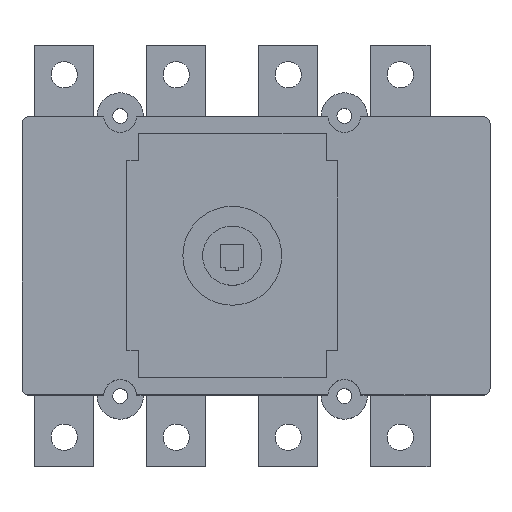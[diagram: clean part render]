
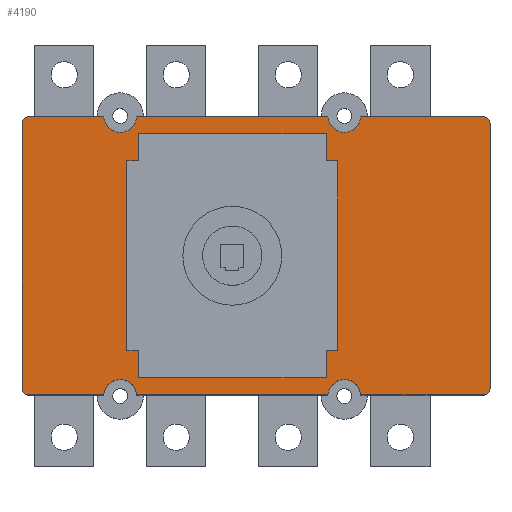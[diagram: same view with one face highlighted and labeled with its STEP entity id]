
A CAD part, top view. The second image highlights one B-rep face of the part: STEP entity #4190.
In plain terms, the highlighted planar face has unit normal (0, 0, 1).
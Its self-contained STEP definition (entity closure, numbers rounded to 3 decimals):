
#3596=CARTESIAN_POINT('',(92.3,28.8,38.5));
#3597=VERTEX_POINT('',#3596);
#3604=CARTESIAN_POINT('',(92.3,37.,38.5));
#3605=VERTEX_POINT('',#3604);
#3606=CARTESIAN_POINT('',(92.3,37.,38.5));
#3607=DIRECTION('',(0.0,-1.0,0.0));
#3608=VECTOR('',#3607,8.2);
#3609=LINE('',#3606,#3608);
#3610=EDGE_CURVE('',#3605,#3597,#3609,.T.);
#3634=CARTESIAN_POINT('',(95.8,28.8,38.5));
#3635=VERTEX_POINT('',#3634);
#3642=CARTESIAN_POINT('',(92.3,28.8,38.5));
#3643=DIRECTION('',(1.0,0.0,0.0));
#3644=VECTOR('',#3643,3.5);
#3645=LINE('',#3642,#3644);
#3646=EDGE_CURVE('',#3597,#3635,#3645,.T.);
#3665=CARTESIAN_POINT('',(95.8,-28.8,38.5));
#3666=VERTEX_POINT('',#3665);
#3673=CARTESIAN_POINT('',(95.8,28.8,38.5));
#3674=DIRECTION('',(0.0,-1.0,0.0));
#3675=VECTOR('',#3674,57.6);
#3676=LINE('',#3673,#3675);
#3677=EDGE_CURVE('',#3635,#3666,#3676,.T.);
#3696=CARTESIAN_POINT('',(92.3,-28.8,38.5));
#3697=VERTEX_POINT('',#3696);
#3704=CARTESIAN_POINT('',(95.8,-28.8,38.5));
#3705=DIRECTION('',(-1.0,0.0,0.0));
#3706=VECTOR('',#3705,3.5);
#3707=LINE('',#3704,#3706);
#3708=EDGE_CURVE('',#3666,#3697,#3707,.T.);
#3727=CARTESIAN_POINT('',(92.3,-37.,38.5));
#3728=VERTEX_POINT('',#3727);
#3735=CARTESIAN_POINT('',(92.3,-28.8,38.5));
#3736=DIRECTION('',(0.0,-1.0,0.0));
#3737=VECTOR('',#3736,8.2);
#3738=LINE('',#3735,#3737);
#3739=EDGE_CURVE('',#3697,#3728,#3738,.T.);
#3758=CARTESIAN_POINT('',(35.3,-37.,38.5));
#3759=VERTEX_POINT('',#3758);
#3766=CARTESIAN_POINT('',(92.3,-37.,38.5));
#3767=DIRECTION('',(-1.0,0.0,0.0));
#3768=VECTOR('',#3767,57.);
#3769=LINE('',#3766,#3768);
#3770=EDGE_CURVE('',#3728,#3759,#3769,.T.);
#3789=CARTESIAN_POINT('',(35.3,-28.8,38.5));
#3790=VERTEX_POINT('',#3789);
#3797=CARTESIAN_POINT('',(35.3,-37.,38.5));
#3798=DIRECTION('',(0.0,1.0,0.0));
#3799=VECTOR('',#3798,8.2);
#3800=LINE('',#3797,#3799);
#3801=EDGE_CURVE('',#3759,#3790,#3800,.T.);
#3820=CARTESIAN_POINT('',(31.8,-28.8,38.5));
#3821=VERTEX_POINT('',#3820);
#3828=CARTESIAN_POINT('',(35.3,-28.8,38.5));
#3829=DIRECTION('',(-1.0,0.0,0.0));
#3830=VECTOR('',#3829,3.5);
#3831=LINE('',#3828,#3830);
#3832=EDGE_CURVE('',#3790,#3821,#3831,.T.);
#3851=CARTESIAN_POINT('',(31.8,28.8,38.5));
#3852=VERTEX_POINT('',#3851);
#3859=CARTESIAN_POINT('',(31.8,-28.8,38.5));
#3860=DIRECTION('',(0.0,1.0,0.0));
#3861=VECTOR('',#3860,57.6);
#3862=LINE('',#3859,#3861);
#3863=EDGE_CURVE('',#3821,#3852,#3862,.T.);
#3882=CARTESIAN_POINT('',(35.3,28.8,38.5));
#3883=VERTEX_POINT('',#3882);
#3890=CARTESIAN_POINT('',(31.8,28.8,38.5));
#3891=DIRECTION('',(1.0,0.0,0.0));
#3892=VECTOR('',#3891,3.5);
#3893=LINE('',#3890,#3892);
#3894=EDGE_CURVE('',#3852,#3883,#3893,.T.);
#3913=CARTESIAN_POINT('',(35.3,37.,38.5));
#3914=VERTEX_POINT('',#3913);
#3921=CARTESIAN_POINT('',(35.3,28.8,38.5));
#3922=DIRECTION('',(0.0,1.0,0.0));
#3923=VECTOR('',#3922,8.2);
#3924=LINE('',#3921,#3923);
#3925=EDGE_CURVE('',#3883,#3914,#3924,.T.);
#3943=CARTESIAN_POINT('',(35.3,37.,38.5));
#3944=DIRECTION('',(1.0,0.0,0.0));
#3945=VECTOR('',#3944,57.);
#3946=LINE('',#3943,#3945);
#3947=EDGE_CURVE('',#3914,#3605,#3946,.T.);
#3982=CARTESIAN_POINT('',(140.,42.2,38.5));
#3983=VERTEX_POINT('',#3982);
#3984=CARTESIAN_POINT('',(142.0,40.2,38.5));
#3985=VERTEX_POINT('',#3984);
#3986=CARTESIAN_POINT('',(140.,40.2,38.5));
#3987=DIRECTION('',(0.0,0.0,-1.0));
#3988=DIRECTION('',(0.707,0.707,0.0));
#3989=AXIS2_PLACEMENT_3D('',#3986,#3987,#3988);
#3990=CIRCLE('',#3989,2.0);
#3991=EDGE_CURVE('',#3983,#3985,#3990,.T.);
#4025=CARTESIAN_POINT('',(142.0,-40.2,38.5));
#4026=VERTEX_POINT('',#4025);
#4027=CARTESIAN_POINT('',(142.0,40.2,38.5));
#4028=DIRECTION('',(0.0,-1.0,0.0));
#4029=VECTOR('',#4028,80.4);
#4030=LINE('',#4027,#4029);
#4031=EDGE_CURVE('',#3985,#4026,#4030,.T.);
#4050=CARTESIAN_POINT('',(71.,0.0,38.5));
#4051=DIRECTION('',(0.0,0.0,1.0));
#4052=DIRECTION('',(1.0,0.0,0.0));
#4053=AXIS2_PLACEMENT_3D('',#4050,#4051,#4052);
#4054=PLANE('',#4053);
#4055=ORIENTED_EDGE('',*,*,#3991,.F.);
#4056=CARTESIAN_POINT('',(102.791,42.2,38.5));
#4057=VERTEX_POINT('',#4056);
#4058=CARTESIAN_POINT('',(102.791,42.2,38.5));
#4059=DIRECTION('',(1.0,0.0,0.0));
#4060=VECTOR('',#4059,37.209);
#4061=LINE('',#4058,#4060);
#4062=EDGE_CURVE('',#4057,#3983,#4061,.T.);
#4063=ORIENTED_EDGE('',*,*,#4062,.F.);
#4064=CARTESIAN_POINT('',(92.809,42.2,38.5));
#4065=VERTEX_POINT('',#4064);
#4066=CARTESIAN_POINT('',(97.8,42.5,38.5));
#4067=DIRECTION('',(0.0,0.0,-1.0));
#4068=DIRECTION('',(-0.998,-0.06,0.0));
#4069=AXIS2_PLACEMENT_3D('',#4066,#4067,#4068);
#4070=CIRCLE('',#4069,5.);
#4071=EDGE_CURVE('',#4057,#4065,#4070,.T.);
#4072=ORIENTED_EDGE('',*,*,#4071,.T.);
#4073=CARTESIAN_POINT('',(34.791,42.2,38.5));
#4074=VERTEX_POINT('',#4073);
#4075=CARTESIAN_POINT('',(34.791,42.2,38.5));
#4076=DIRECTION('',(1.0,0.0,0.0));
#4077=VECTOR('',#4076,58.018);
#4078=LINE('',#4075,#4077);
#4079=EDGE_CURVE('',#4074,#4065,#4078,.T.);
#4080=ORIENTED_EDGE('',*,*,#4079,.F.);
#4081=CARTESIAN_POINT('',(24.809,42.2,38.5));
#4082=VERTEX_POINT('',#4081);
#4083=CARTESIAN_POINT('',(29.8,42.5,38.5));
#4084=DIRECTION('',(0.0,0.0,-1.0));
#4085=DIRECTION('',(-0.998,-0.06,0.0));
#4086=AXIS2_PLACEMENT_3D('',#4083,#4084,#4085);
#4087=CIRCLE('',#4086,5.);
#4088=EDGE_CURVE('',#4074,#4082,#4087,.T.);
#4089=ORIENTED_EDGE('',*,*,#4088,.T.);
#4090=CARTESIAN_POINT('',(2.,42.2,38.5));
#4091=VERTEX_POINT('',#4090);
#4092=CARTESIAN_POINT('',(2.0,42.2,38.5));
#4093=DIRECTION('',(1.0,0.0,0.0));
#4094=VECTOR('',#4093,22.809);
#4095=LINE('',#4092,#4094);
#4096=EDGE_CURVE('',#4091,#4082,#4095,.T.);
#4097=ORIENTED_EDGE('',*,*,#4096,.F.);
#4098=CARTESIAN_POINT('',(0.,40.2,38.5));
#4099=VERTEX_POINT('',#4098);
#4100=CARTESIAN_POINT('',(2.,40.2,38.5));
#4101=DIRECTION('',(0.0,0.0,-1.0));
#4102=DIRECTION('',(-0.707,0.707,0.0));
#4103=AXIS2_PLACEMENT_3D('',#4100,#4101,#4102);
#4104=CIRCLE('',#4103,2.0);
#4105=EDGE_CURVE('',#4099,#4091,#4104,.T.);
#4106=ORIENTED_EDGE('',*,*,#4105,.F.);
#4107=CARTESIAN_POINT('',(0.,-40.2,38.5));
#4108=VERTEX_POINT('',#4107);
#4109=CARTESIAN_POINT('',(0.,-40.2,38.5));
#4110=DIRECTION('',(0.0,1.0,0.0));
#4111=VECTOR('',#4110,80.4);
#4112=LINE('',#4109,#4111);
#4113=EDGE_CURVE('',#4108,#4099,#4112,.T.);
#4114=ORIENTED_EDGE('',*,*,#4113,.F.);
#4115=CARTESIAN_POINT('',(2.,-42.2,38.5));
#4116=VERTEX_POINT('',#4115);
#4117=CARTESIAN_POINT('',(2.,-40.2,38.5));
#4118=DIRECTION('',(0.0,0.0,-1.0));
#4119=DIRECTION('',(-0.707,-0.707,0.0));
#4120=AXIS2_PLACEMENT_3D('',#4117,#4118,#4119);
#4121=CIRCLE('',#4120,2.0);
#4122=EDGE_CURVE('',#4116,#4108,#4121,.T.);
#4123=ORIENTED_EDGE('',*,*,#4122,.F.);
#4124=CARTESIAN_POINT('',(24.809,-42.2,38.5));
#4125=VERTEX_POINT('',#4124);
#4126=CARTESIAN_POINT('',(24.809,-42.2,38.5));
#4127=DIRECTION('',(-1.0,0.0,0.0));
#4128=VECTOR('',#4127,22.809);
#4129=LINE('',#4126,#4128);
#4130=EDGE_CURVE('',#4125,#4116,#4129,.T.);
#4131=ORIENTED_EDGE('',*,*,#4130,.F.);
#4132=CARTESIAN_POINT('',(34.791,-42.2,38.5));
#4133=VERTEX_POINT('',#4132);
#4134=CARTESIAN_POINT('',(29.8,-42.5,38.5));
#4135=DIRECTION('',(0.0,0.0,-1.0));
#4136=DIRECTION('',(0.998,0.06,0.0));
#4137=AXIS2_PLACEMENT_3D('',#4134,#4135,#4136);
#4138=CIRCLE('',#4137,5.);
#4139=EDGE_CURVE('',#4125,#4133,#4138,.T.);
#4140=ORIENTED_EDGE('',*,*,#4139,.T.);
#4141=CARTESIAN_POINT('',(92.809,-42.2,38.5));
#4142=VERTEX_POINT('',#4141);
#4143=CARTESIAN_POINT('',(92.809,-42.2,38.5));
#4144=DIRECTION('',(-1.0,0.0,0.0));
#4145=VECTOR('',#4144,58.018);
#4146=LINE('',#4143,#4145);
#4147=EDGE_CURVE('',#4142,#4133,#4146,.T.);
#4148=ORIENTED_EDGE('',*,*,#4147,.F.);
#4149=CARTESIAN_POINT('',(102.791,-42.2,38.5));
#4150=VERTEX_POINT('',#4149);
#4151=CARTESIAN_POINT('',(97.8,-42.5,38.5));
#4152=DIRECTION('',(0.0,0.0,-1.0));
#4153=DIRECTION('',(0.998,0.06,0.0));
#4154=AXIS2_PLACEMENT_3D('',#4151,#4152,#4153);
#4155=CIRCLE('',#4154,5.);
#4156=EDGE_CURVE('',#4142,#4150,#4155,.T.);
#4157=ORIENTED_EDGE('',*,*,#4156,.T.);
#4158=CARTESIAN_POINT('',(140.,-42.2,38.5));
#4159=VERTEX_POINT('',#4158);
#4160=CARTESIAN_POINT('',(140.,-42.2,38.5));
#4161=DIRECTION('',(-1.0,0.0,0.0));
#4162=VECTOR('',#4161,37.209);
#4163=LINE('',#4160,#4162);
#4164=EDGE_CURVE('',#4159,#4150,#4163,.T.);
#4165=ORIENTED_EDGE('',*,*,#4164,.F.);
#4166=CARTESIAN_POINT('',(140.,-40.2,38.5));
#4167=DIRECTION('',(0.0,0.0,-1.0));
#4168=DIRECTION('',(0.707,-0.707,0.0));
#4169=AXIS2_PLACEMENT_3D('',#4166,#4167,#4168);
#4170=CIRCLE('',#4169,2.0);
#4171=EDGE_CURVE('',#4026,#4159,#4170,.T.);
#4172=ORIENTED_EDGE('',*,*,#4171,.F.);
#4173=ORIENTED_EDGE('',*,*,#4031,.F.);
#4174=EDGE_LOOP('',(#4055,#4063,#4072,#4080,#4089,#4097,#4106,#4114,#4123,#4131,#4140,#4148,#4157,#4165,#4172,#4173));
#4175=FACE_OUTER_BOUND('',#4174,.T.);
#4176=ORIENTED_EDGE('',*,*,#3610,.T.);
#4177=ORIENTED_EDGE('',*,*,#3646,.T.);
#4178=ORIENTED_EDGE('',*,*,#3677,.T.);
#4179=ORIENTED_EDGE('',*,*,#3708,.T.);
#4180=ORIENTED_EDGE('',*,*,#3739,.T.);
#4181=ORIENTED_EDGE('',*,*,#3770,.T.);
#4182=ORIENTED_EDGE('',*,*,#3801,.T.);
#4183=ORIENTED_EDGE('',*,*,#3832,.T.);
#4184=ORIENTED_EDGE('',*,*,#3863,.T.);
#4185=ORIENTED_EDGE('',*,*,#3894,.T.);
#4186=ORIENTED_EDGE('',*,*,#3925,.T.);
#4187=ORIENTED_EDGE('',*,*,#3947,.T.);
#4188=EDGE_LOOP('',(#4176,#4177,#4178,#4179,#4180,#4181,#4182,#4183,#4184,#4185,#4186,#4187));
#4189=FACE_BOUND('',#4188,.T.);
#4190=ADVANCED_FACE('',(#4175,#4189),#4054,.T.);
